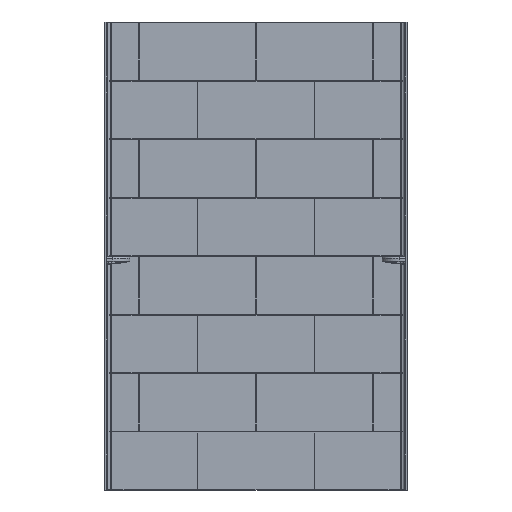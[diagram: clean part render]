
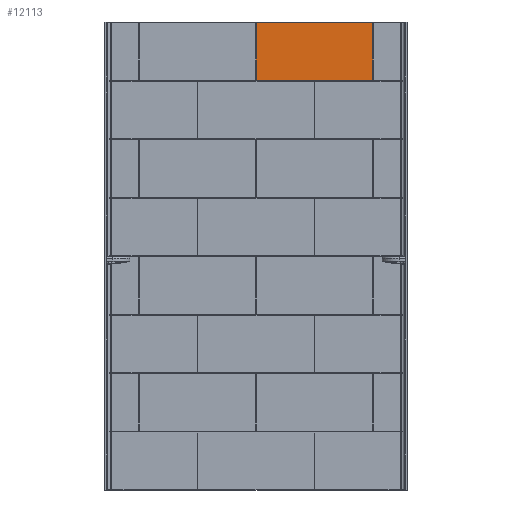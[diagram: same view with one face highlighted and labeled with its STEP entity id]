
A CAD part, top view. The second image highlights one B-rep face of the part: STEP entity #12113.
In plain terms, the highlighted planar face has unit normal (0, 0, 1).
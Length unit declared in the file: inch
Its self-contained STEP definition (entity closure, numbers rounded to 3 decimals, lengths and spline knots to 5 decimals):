
#421 = CARTESIAN_POINT ( 'NONE',  ( 0., -23.91522, 0.1875 ) ) ;
#850 = EDGE_LOOP ( 'NONE', ( #46582, #74432, #69292, #22793, #25566, #67769 ) ) ;
#2047 = CARTESIAN_POINT ( 'NONE',  ( 36.08556, -0.09055, 0.1875 ) ) ;
#2615 = LINE ( 'NONE', #27071, #16481 ) ;
#2840 = CARTESIAN_POINT ( 'NONE',  ( 47.96201, -23.91522, 0.1875 ) ) ;
#4348 = DIRECTION ( 'NONE',  ( 0., -1., 0. ) ) ;
#6869 = CARTESIAN_POINT ( 'NONE',  ( 36.08478, -0.0945, 0.1875 ) ) ;
#9257 = CARTESIAN_POINT ( 'NONE',  ( 36.08664, -23.91124, 0.1875 ) ) ;
#9676 = CARTESIAN_POINT ( 'NONE',  ( 36.08786, -23.9126, 0.1875 ) ) ;
#12113 = ADVANCED_FACE ( 'NONE', ( #44487 ), #17558, .T. ) ;
#13371 = CARTESIAN_POINT ( 'NONE',  ( 36.08813, -0.08697, 0.1875 ) ) ;
#14744 = LINE ( 'NONE', #421, #75518 ) ;
#15069 = CARTESIAN_POINT ( 'NONE',  ( 36.08519, -0.09153, 0.1875 ) ) ;
#15743 = CARTESIAN_POINT ( 'NONE',  ( 36.08919, -23.91366, 0.1875 ) ) ;
#16181 = CARTESIAN_POINT ( 'NONE',  ( 36.0881, -23.91282, 0.1875 ) ) ;
#16481 = VECTOR ( 'NONE', #79991, 39.37008 ) ;
#17558 = PLANE ( 'NONE',  #25584 ) ;
#17838 = EDGE_CURVE ( 'NONE', #79145, #47136, #48235, .T. ) ;
#18405 = DIRECTION ( 'NONE',  ( 1., 0., 0. ) ) ;
#20980 = CARTESIAN_POINT ( 'NONE',  ( 36.09037, -23.91433, 0.1875 ) ) ;
#21860 = CARTESIAN_POINT ( 'NONE',  ( 36.0849, -23.90723, 0.1875 ) ) ;
#22793 = ORIENTED_EDGE ( 'NONE', *, *, #74006, .F. ) ;
#25566 = ORIENTED_EDGE ( 'NONE', *, *, #17838, .T. ) ;
#25584 = AXIS2_PLACEMENT_3D ( 'NONE', #37533, #31034, #18405 ) ;
#27071 = CARTESIAN_POINT ( 'NONE',  ( 47.96201, 0., 0.1875 ) ) ;
#30081 = VECTOR ( 'NONE', #60811, 39.37008 ) ;
#30136 = VERTEX_POINT ( 'NONE', #84254 ) ;
#31034 = DIRECTION ( 'NONE',  ( 0., 0., 1. ) ) ;
#33594 = CARTESIAN_POINT ( 'NONE',  ( 36.0945, -0.08478, 0.1875 ) ) ;
#34626 = CARTESIAN_POINT ( 'NONE',  ( 36.09106, -0.08525, 0.1875 ) ) ;
#34871 = CARTESIAN_POINT ( 'NONE',  ( 36.08635, -23.91081, 0.1875 ) ) ;
#35303 = CARTESIAN_POINT ( 'NONE',  ( 36.08876, -23.91336, 0.1875 ) ) ;
#37308 = EDGE_CURVE ( 'NONE', #41878, #63690, #37766, .T. ) ;
#37533 = CARTESIAN_POINT ( 'NONE',  ( 0., 0., 0.1875 ) ) ;
#37766 = LINE ( 'NONE', #44287, #85916 ) ;
#41138 = CARTESIAN_POINT ( 'NONE',  ( 36.08478, -0.09385, 0.1875 ) ) ;
#41397 = CARTESIAN_POINT ( 'NONE',  ( 36.09364, -23.91522, 0.1875 ) ) ;
#41878 = VERTEX_POINT ( 'NONE', #46152 ) ;
#42253 = CARTESIAN_POINT ( 'NONE',  ( 36.08478, -23.9055, 0.1875 ) ) ;
#42679 = CARTESIAN_POINT ( 'NONE',  ( 36.08535, -23.90887, 0.1875 ) ) ;
#44287 = CARTESIAN_POINT ( 'NONE',  ( 36.08478, 0., 0.1875 ) ) ;
#44331 = CARTESIAN_POINT ( 'NONE',  ( 36.08478, -23.9055, 0.1875 ) ) ;
#44487 = FACE_OUTER_BOUND ( 'NONE', #850, .T. ) ;
#46152 = CARTESIAN_POINT ( 'NONE',  ( 36.08478, -0.0945, 0.1875 ) ) ;
#46582 = ORIENTED_EDGE ( 'NONE', *, *, #37308, .T. ) ;
#47136 = VERTEX_POINT ( 'NONE', #33594 ) ;
#47224 = CARTESIAN_POINT ( 'NONE',  ( 36.08485, -0.09319, 0.1875 ) ) ;
#47468 = CARTESIAN_POINT ( 'NONE',  ( 36.0874, -23.91214, 0.1875 ) ) ;
#48235 = LINE ( 'NONE', #68581, #30081 ) ;
#54830 = CARTESIAN_POINT ( 'NONE',  ( 36.08478, -23.90636, 0.1875 ) ) ;
#55256 = CARTESIAN_POINT ( 'NONE',  ( 36.09114, -23.91465, 0.1875 ) ) ;
#56178 = EDGE_CURVE ( 'NONE', #41878, #47136, #59177, .T. ) ;
#57971 = CARTESIAN_POINT ( 'NONE',  ( 47.96201, -0.08478, 0.1875 ) ) ;
#59177 = B_SPLINE_CURVE_WITH_KNOTS ( 'NONE', 3,
 ( #6869, #41138, #47224, #15069, #2047, #60658, #13371, #34626, #79764, #74505 ),
 .UNSPECIFIED., .F., .F.,
 ( 4, 2, 2, 2, 4 ),
 ( 0., 0.12821, 0.33333, 0.66154, 1. ),
 .UNSPECIFIED. ) ;
#59209 = CARTESIAN_POINT ( 'NONE',  ( 36.0945, -23.91522, 0.1875 ) ) ;
#60658 = CARTESIAN_POINT ( 'NONE',  ( 36.08692, -0.08819, 0.1875 ) ) ;
#60811 = DIRECTION ( 'NONE',  ( -1., 0., 0. ) ) ;
#62196 = CARTESIAN_POINT ( 'NONE',  ( 36.08718, -23.9119, 0.1875 ) ) ;
#63690 = VERTEX_POINT ( 'NONE', #44331 ) ;
#63888 = EDGE_CURVE ( 'NONE', #30136, #68567, #14744, .T. ) ;
#66417 = DIRECTION ( 'NONE',  ( 1., 0., 0. ) ) ;
#67769 = ORIENTED_EDGE ( 'NONE', *, *, #56178, .F. ) ;
#68567 = VERTEX_POINT ( 'NONE', #2840 ) ;
#68581 = CARTESIAN_POINT ( 'NONE',  ( 0., -0.08478, 0.1875 ) ) ;
#69292 = ORIENTED_EDGE ( 'NONE', *, *, #63888, .T. ) ;
#74006 = EDGE_CURVE ( 'NONE', #79145, #68567, #2615, .T. ) ;
#74432 = ORIENTED_EDGE ( 'NONE', *, *, #75835, .F. ) ;
#74505 = CARTESIAN_POINT ( 'NONE',  ( 36.0945, -0.08478, 0.1875 ) ) ;
#75186 = CARTESIAN_POINT ( 'NONE',  ( 36.09277, -23.9151, 0.1875 ) ) ;
#75518 = VECTOR ( 'NONE', #66417, 39.37008 ) ;
#75835 = EDGE_CURVE ( 'NONE', #30136, #63690, #79074, .T. ) ;
#79074 = B_SPLINE_CURVE_WITH_KNOTS ( 'NONE', 3,
 ( #59209, #41397, #75186, #55256, #20980, #15743, #35303, #16181, #9676, #47468, #62196, #9257, #34871, #80860, #42679, #21860, #54830, #42253 ),
 .UNSPECIFIED., .F., .F.,
 ( 4, 2, 2, 2, 2, 2, 2, 2, 4 ),
 ( 0., 0.16923, 0.33333, 0.4359, 0.5, 0.5641, 0.66667, 0.83077, 1. ),
 .UNSPECIFIED. ) ;
#79145 = VERTEX_POINT ( 'NONE', #57971 ) ;
#79764 = CARTESIAN_POINT ( 'NONE',  ( 36.09279, -0.08478, 0.1875 ) ) ;
#79991 = DIRECTION ( 'NONE',  ( 0., -1., 0. ) ) ;
#80860 = CARTESIAN_POINT ( 'NONE',  ( 36.08567, -23.90964, 0.1875 ) ) ;
#84254 = CARTESIAN_POINT ( 'NONE',  ( 36.0945, -23.91522, 0.1875 ) ) ;
#85916 = VECTOR ( 'NONE', #4348, 39.37008 ) ;
